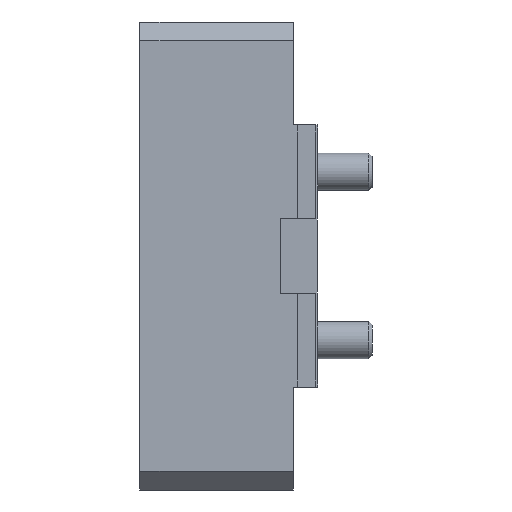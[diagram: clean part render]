
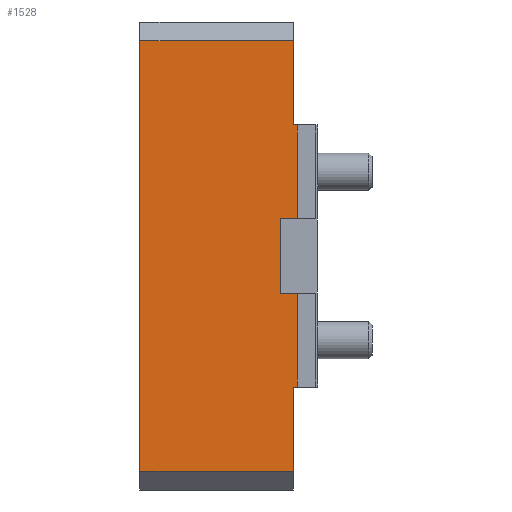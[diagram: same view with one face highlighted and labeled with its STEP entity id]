
A CAD part, left-side view. The second image highlights one B-rep face of the part: STEP entity #1528.
In plain terms, the highlighted planar face has unit normal (-1, 0, 0).
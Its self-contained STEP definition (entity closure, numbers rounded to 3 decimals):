
#112=CARTESIAN_POINT('',(0.0,0.0,27.5));
#113=VERTEX_POINT('',#112);
#122=CARTESIAN_POINT('',(0.0,1.,27.5));
#123=VERTEX_POINT('',#122);
#124=CARTESIAN_POINT('',(0.0,1.0,27.5));
#125=DIRECTION('',(0.0,-1.0,0.0));
#126=VECTOR('',#125,1.0);
#127=LINE('',#124,#126);
#128=EDGE_CURVE('',#123,#113,#127,.T.);
#259=CARTESIAN_POINT('',(0.0,1.,5.0));
#260=VERTEX_POINT('',#259);
#261=CARTESIAN_POINT('',(0.0,1.,5.0));
#262=DIRECTION('',(0.0,0.0,1.0));
#263=VECTOR('',#262,22.5);
#264=LINE('',#261,#263);
#265=EDGE_CURVE('',#260,#123,#264,.T.);
#299=CARTESIAN_POINT('',(0.0,1.,97.5));
#300=VERTEX_POINT('',#299);
#307=CARTESIAN_POINT('',(0.0,0.0,97.5));
#308=VERTEX_POINT('',#307);
#309=CARTESIAN_POINT('',(0.0,0.0,97.5));
#310=DIRECTION('',(0.0,1.0,0.0));
#311=VECTOR('',#310,1.);
#312=LINE('',#309,#311);
#313=EDGE_CURVE('',#308,#300,#312,.T.);
#443=CARTESIAN_POINT('',(0.0,1.,120.0));
#444=VERTEX_POINT('',#443);
#451=CARTESIAN_POINT('',(0.0,1.,97.5));
#452=DIRECTION('',(0.0,0.0,1.0));
#453=VECTOR('',#452,22.5);
#454=LINE('',#451,#453);
#455=EDGE_CURVE('',#300,#444,#454,.T.);
#1446=CARTESIAN_POINT('',(0.0,42.0,5.0));
#1447=VERTEX_POINT('',#1446);
#1448=CARTESIAN_POINT('',(0.0,1.0,5.0));
#1449=DIRECTION('',(0.0,1.0,0.0));
#1450=VECTOR('',#1449,41.0);
#1451=LINE('',#1448,#1450);
#1452=EDGE_CURVE('',#260,#1447,#1451,.T.);
#1464=CARTESIAN_POINT('',(0.0,0.0,0.0));
#1465=DIRECTION('',(-1.0,0.0,0.0));
#1466=DIRECTION('',(0.0,0.0,1.0));
#1467=AXIS2_PLACEMENT_3D('',#1464,#1465,#1466);
#1468=PLANE('',#1467);
#1469=ORIENTED_EDGE('',*,*,#128,.T.);
#1470=CARTESIAN_POINT('',(0.0,0.0,52.5));
#1471=VERTEX_POINT('',#1470);
#1472=CARTESIAN_POINT('',(0.0,0.0,27.5));
#1473=DIRECTION('',(0.0,0.0,1.0));
#1474=VECTOR('',#1473,25.);
#1475=LINE('',#1472,#1474);
#1476=EDGE_CURVE('',#113,#1471,#1475,.T.);
#1477=ORIENTED_EDGE('',*,*,#1476,.T.);
#1478=CARTESIAN_POINT('',(0.0,4.5,52.5));
#1479=VERTEX_POINT('',#1478);
#1480=CARTESIAN_POINT('',(0.0,0.0,52.5));
#1481=DIRECTION('',(0.0,1.0,0.0));
#1482=VECTOR('',#1481,4.5);
#1483=LINE('',#1480,#1482);
#1484=EDGE_CURVE('',#1471,#1479,#1483,.T.);
#1485=ORIENTED_EDGE('',*,*,#1484,.T.);
#1486=CARTESIAN_POINT('',(0.0,4.5,72.5));
#1487=VERTEX_POINT('',#1486);
#1488=CARTESIAN_POINT('',(0.0,4.5,52.5));
#1489=DIRECTION('',(0.0,0.0,1.0));
#1490=VECTOR('',#1489,20.0);
#1491=LINE('',#1488,#1490);
#1492=EDGE_CURVE('',#1479,#1487,#1491,.T.);
#1493=ORIENTED_EDGE('',*,*,#1492,.T.);
#1494=CARTESIAN_POINT('',(0.0,0.0,72.5));
#1495=VERTEX_POINT('',#1494);
#1496=CARTESIAN_POINT('',(0.0,4.5,72.5));
#1497=DIRECTION('',(0.0,-1.0,0.0));
#1498=VECTOR('',#1497,4.5);
#1499=LINE('',#1496,#1498);
#1500=EDGE_CURVE('',#1487,#1495,#1499,.T.);
#1501=ORIENTED_EDGE('',*,*,#1500,.T.);
#1502=CARTESIAN_POINT('',(0.0,0.0,72.5));
#1503=DIRECTION('',(0.0,0.0,1.0));
#1504=VECTOR('',#1503,25.0);
#1505=LINE('',#1502,#1504);
#1506=EDGE_CURVE('',#1495,#308,#1505,.T.);
#1507=ORIENTED_EDGE('',*,*,#1506,.T.);
#1508=ORIENTED_EDGE('',*,*,#313,.T.);
#1509=ORIENTED_EDGE('',*,*,#455,.T.);
#1510=CARTESIAN_POINT('',(0.0,42.0,120.0));
#1511=VERTEX_POINT('',#1510);
#1512=CARTESIAN_POINT('',(0.0,42.0,120.0));
#1513=DIRECTION('',(0.0,-1.0,0.0));
#1514=VECTOR('',#1513,41.);
#1515=LINE('',#1512,#1514);
#1516=EDGE_CURVE('',#1511,#444,#1515,.T.);
#1517=ORIENTED_EDGE('',*,*,#1516,.F.);
#1518=CARTESIAN_POINT('',(0.0,42.0,5.0));
#1519=DIRECTION('',(0.0,0.0,1.0));
#1520=VECTOR('',#1519,115.0);
#1521=LINE('',#1518,#1520);
#1522=EDGE_CURVE('',#1447,#1511,#1521,.T.);
#1523=ORIENTED_EDGE('',*,*,#1522,.F.);
#1524=ORIENTED_EDGE('',*,*,#1452,.F.);
#1525=ORIENTED_EDGE('',*,*,#265,.T.);
#1526=EDGE_LOOP('',(#1469,#1477,#1485,#1493,#1501,#1507,#1508,#1509,#1517,#1523,#1524,#1525));
#1527=FACE_OUTER_BOUND('',#1526,.T.);
#1528=ADVANCED_FACE('',(#1527),#1468,.T.);
